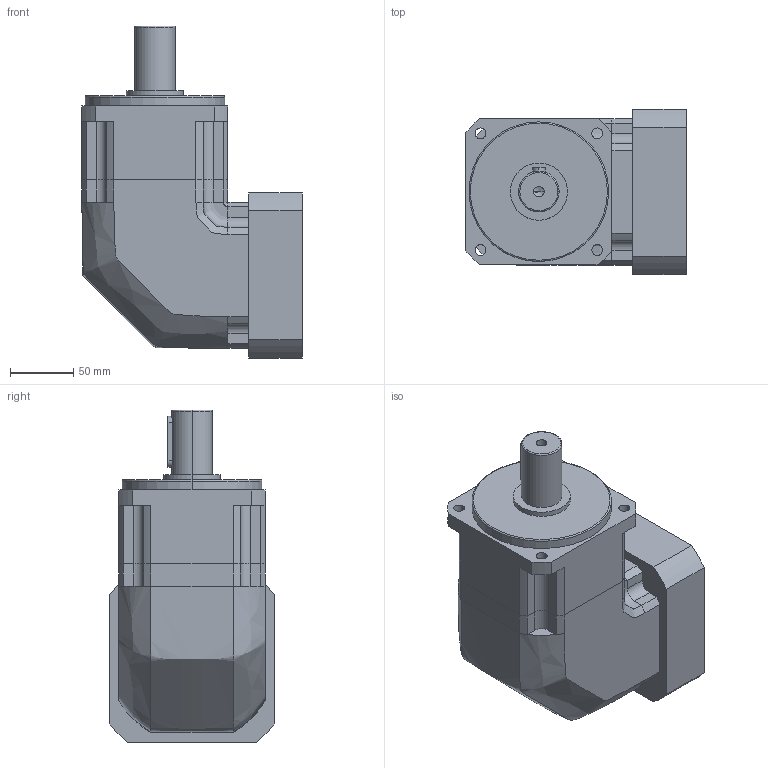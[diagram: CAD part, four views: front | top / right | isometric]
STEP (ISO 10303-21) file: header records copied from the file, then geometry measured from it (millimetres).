
FILE_DESCRIPTION (( 'STEP AP203' ), '1' );
FILE_NAME ('PGR115等撰(22-110-145-M8 瑩羞8).STEP', '2021-12-06T07:41:43', ( 'PC' ), ( 'Microsoft' ), 'SwSTEP 2.0', 'SolidWorks 2014', '' );
FILE_SCHEMA (( 'CONFIG_CONTROL_DESIGN' ));
Length unit declared in the file: millimetre
Products named in the file (1): PGR115等撰(22-110-145-M8 瑩羞8)
Bounding box: 173.5 x 130 x 261.5 mm (x, y, z)
Volume: 2828978.5 mm3; surface area: 195763.4 mm2
Topology: 2 solids, 2 shells, 195 faces, 488 edges, 313 vertices
Faces by surface type: cylinder 95, plane 85, bspline 9, torus 4, cone 2
Entity records: 7107 total; most frequent: CARTESIAN_POINT 2251, DIRECTION 1038, ORIENTED_EDGE 968, EDGE_CURVE 484, AXIS2_PLACEMENT_3D 388, VERTEX_POINT 313, VECTOR 262, LINE 262
